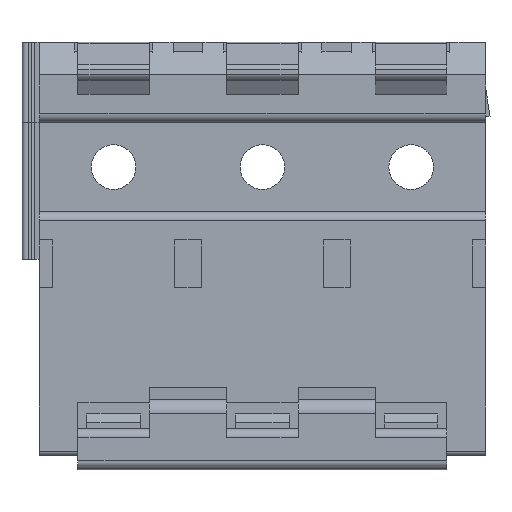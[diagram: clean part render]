
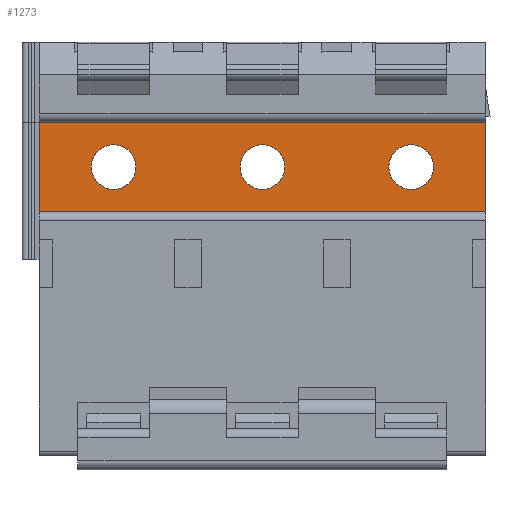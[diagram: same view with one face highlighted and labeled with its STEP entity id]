
A CAD part, front view. The second image highlights one B-rep face of the part: STEP entity #1273.
In plain terms, the highlighted planar face has unit normal (0, -1, 0).
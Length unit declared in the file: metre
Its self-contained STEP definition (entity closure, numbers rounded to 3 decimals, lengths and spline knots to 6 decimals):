
#1273=ADVANCED_FACE('',(#2697,#2698,#2699,#2700),#2701,.T.);
#2697=FACE_BOUND('',#4191,.T.);
#2698=FACE_BOUND('',#4192,.T.);
#2699=FACE_BOUND('',#4193,.T.);
#2700=FACE_OUTER_BOUND('',#4194,.T.);
#2701=PLANE('',#4195);
#4191=EDGE_LOOP('',(#8087));
#4192=EDGE_LOOP('',(#8088));
#4193=EDGE_LOOP('',(#8089));
#4194=EDGE_LOOP('',(#8090,#8091,#8092,#8093,#8094));
#4195=AXIS2_PLACEMENT_3D('',#8095,#8096,#8097);
#8087=ORIENTED_EDGE('',*,*,#9506,.F.);
#8088=ORIENTED_EDGE('',*,*,#9022,.F.);
#8089=ORIENTED_EDGE('',*,*,#9693,.F.);
#8090=ORIENTED_EDGE('',*,*,#9919,.T.);
#8091=ORIENTED_EDGE('',*,*,#9777,.F.);
#8092=ORIENTED_EDGE('',*,*,#9650,.T.);
#8093=ORIENTED_EDGE('',*,*,#9965,.T.);
#8094=ORIENTED_EDGE('',*,*,#9968,.T.);
#8095=CARTESIAN_POINT('',(14.300107,11.733671,0.091492));
#8096=DIRECTION('',(0.,-1.0,0.));
#8097=DIRECTION('',(0.0,0.,-1.0));
#9022=EDGE_CURVE('',#10821,#10821,#10822,.T.);
#9506=EDGE_CURVE('',#11577,#11577,#11578,.T.);
#9650=EDGE_CURVE('',#11797,#11795,#11798,.T.);
#9693=EDGE_CURVE('',#11858,#11858,#11859,.T.);
#9777=EDGE_CURVE('',#11797,#11955,#11956,.T.);
#9919=EDGE_CURVE('',#12142,#11955,#12143,.T.);
#9965=EDGE_CURVE('',#11795,#12193,#12194,.T.);
#9968=EDGE_CURVE('',#12193,#12142,#12197,.T.);
#10821=VERTEX_POINT('',#13448);
#10822=CIRCLE('',#13449,0.00075);
#11577=VERTEX_POINT('',#14604);
#11578=CIRCLE('',#14605,0.00075);
#11795=VERTEX_POINT('',#14921);
#11797=VERTEX_POINT('',#14924);
#11798=LINE('',#14925,#14926);
#11858=VERTEX_POINT('',#15011);
#11859=CIRCLE('',#15012,0.00075);
#11955=VERTEX_POINT('',#15148);
#11956=LINE('',#15149,#15150);
#12142=VERTEX_POINT('',#15406);
#12143=LINE('',#15407,#15408);
#12193=VERTEX_POINT('',#15481);
#12194=LINE('',#15482,#15483);
#12197=LINE('',#15487,#15488);
#13448=CARTESIAN_POINT('',(14.313357,11.733671,0.092992));
#13449=AXIS2_PLACEMENT_3D('',#16067,#16068,#16069);
#14604=CARTESIAN_POINT('',(14.308357,11.733671,0.092992));
#14605=AXIS2_PLACEMENT_3D('',#16558,#16559,#16560);
#14921=CARTESIAN_POINT('',(14.319487,11.733671,0.094492));
#14924=CARTESIAN_POINT('',(14.320107,11.733671,0.094492));
#14925=CARTESIAN_POINT('',(14.305107,11.733671,0.094492));
#14926=VECTOR('',#16706,1.0);
#15011=CARTESIAN_POINT('',(14.318357,11.733671,0.092992));
#15012=AXIS2_PLACEMENT_3D('',#16744,#16745,#16746);
#15148=CARTESIAN_POINT('',(14.320107,11.733671,0.091492));
#15149=CARTESIAN_POINT('',(14.320107,11.733671,0.091492));
#15150=VECTOR('',#16805,1.0);
#15406=CARTESIAN_POINT('',(14.305107,11.733671,0.091492));
#15407=CARTESIAN_POINT('',(14.300107,11.733671,0.091492));
#15408=VECTOR('',#16945,1.0);
#15481=CARTESIAN_POINT('',(14.305107,11.733671,0.094492));
#15482=CARTESIAN_POINT('',(14.300107,11.733671,0.094492));
#15483=VECTOR('',#16969,1.0);
#15487=CARTESIAN_POINT('',(14.305107,11.733671,0.091492));
#15488=VECTOR('',#16971,1.0);
#16067=CARTESIAN_POINT('',(14.312607,11.733671,0.092992));
#16068=DIRECTION('',(0.,-1.0,0.));
#16069=DIRECTION('',(1.0,0.,0.0));
#16558=CARTESIAN_POINT('',(14.307607,11.733671,0.092992));
#16559=DIRECTION('',(0.,-1.0,0.));
#16560=DIRECTION('',(1.0,0.,0.0));
#16706=DIRECTION('',(-1.0,0.,0.));
#16744=CARTESIAN_POINT('',(14.317607,11.733671,0.092992));
#16745=DIRECTION('',(0.,-1.0,0.));
#16746=DIRECTION('',(1.0,0.,0.0));
#16805=DIRECTION('',(0.,0.,-1.0));
#16945=DIRECTION('',(1.0,0.,0.));
#16969=DIRECTION('',(-1.0,0.,0.));
#16971=DIRECTION('',(0.,0.,-1.0));
